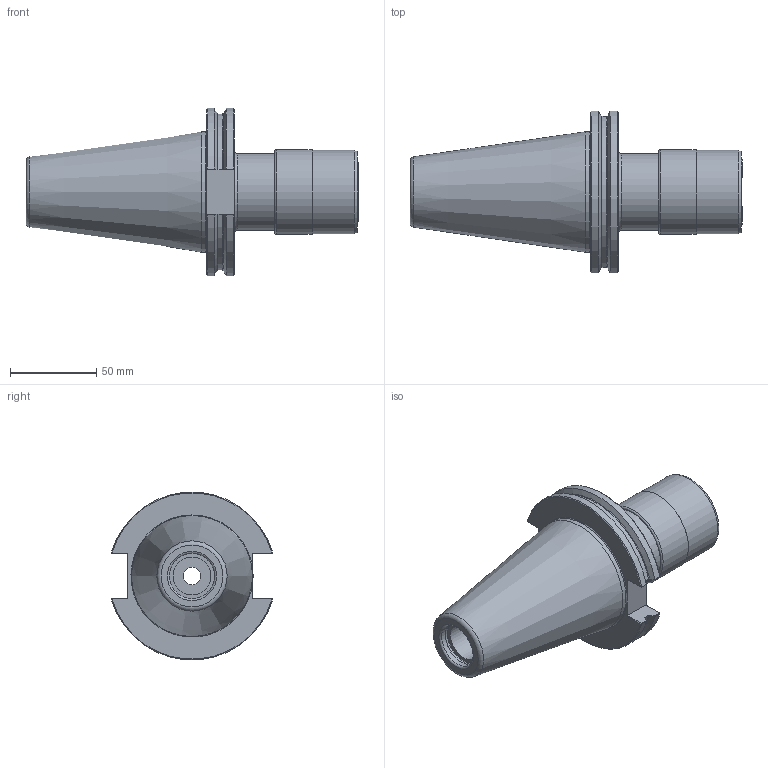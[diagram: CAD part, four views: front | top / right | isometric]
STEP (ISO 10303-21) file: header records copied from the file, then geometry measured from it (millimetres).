
FILE_DESCRIPTION(/* description */ (''),/* implementation_level */ '2;1');
FILE_NAME(/* name */ 'CAT50-RT2-091.stp',/* time_stamp */ '2019-08-02T09:43:45-05:00',/* author */ ('ldfli'),/* organization */ (''),/* preprocessor_version */ 'ST-DEVELOPER v18',/* originating_system */ 'Autodesk Inventor LT',/* authorisation */ '');
FILE_SCHEMA (('AUTOMOTIVE_DESIGN { 1 0 10303 214 3 1 1 }'));
Length unit declared in the file: millimetre
Products named in the file (1): CAT50-RT2-091
Bounding box: 192.62 x 93.8 x 97.14 mm (x, y, z)
Volume: 423516.9 mm3; surface area: 66492.2 mm2
Topology: 1 solids, 2 shells, 109 faces, 319 edges, 221 vertices
Faces by surface type: plane 43, cylinder 27, cone 22, torus 17
Full cylindrical faces by diameter (mm): 10 x2, 21.971 x1, 26.2 x1, 26.7 x1, 31 x1, 31.4 x1, 39.6 x1, 40 x2, 44 x1, 44.5 x2, 46 x1, 48.5 x1, 49 x1, 69.857 x1
Entity records: 3822 total; most frequent: CARTESIAN_POINT 814, DIRECTION 651, ORIENTED_EDGE 638, EDGE_CURVE 319, AXIS2_PLACEMENT_3D 270, VERTEX_POINT 221, CIRCLE 160, EDGE_LOOP 120
